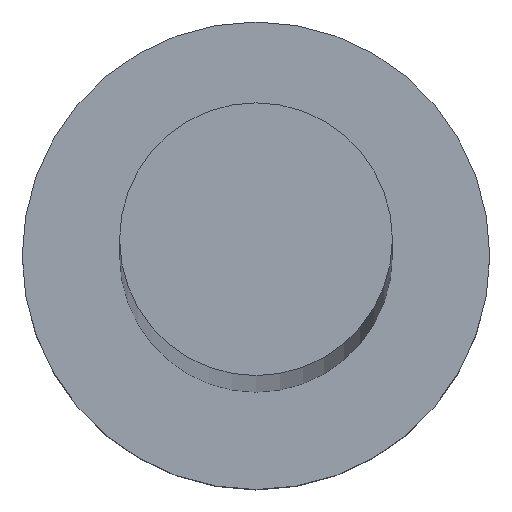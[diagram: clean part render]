
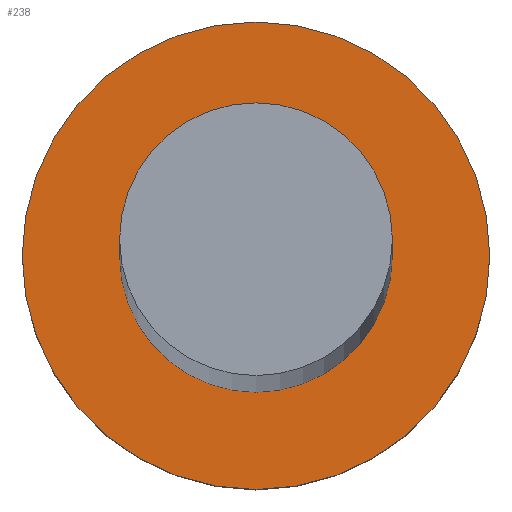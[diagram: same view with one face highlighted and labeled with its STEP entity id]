
A CAD part, top view. The second image highlights one B-rep face of the part: STEP entity #238.
In plain terms, the highlighted planar face has unit normal (0, 0, 1).
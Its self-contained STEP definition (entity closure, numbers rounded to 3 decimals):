
#15 = ORIENTED_EDGE ( 'NONE', *, *, #20, .T. ) ;
#16 = DIRECTION ( 'NONE',  ( 0., 0., 1. ) ) ;
#20 = EDGE_CURVE ( 'NONE', #179, #111, #51, .T. ) ;
#22 = DIRECTION ( 'NONE',  ( 1., 0., 0. ) ) ;
#39 = CARTESIAN_POINT ( 'NONE',  ( 0., 0., 3. ) ) ;
#41 = CIRCLE ( 'NONE', #200, 1.75 ) ;
#42 = AXIS2_PLACEMENT_3D ( 'NONE', #39, #141, #121 ) ;
#47 = DIRECTION ( 'NONE',  ( 0., 0., 1. ) ) ;
#50 = AXIS2_PLACEMENT_3D ( 'NONE', #255, #16, #163 ) ;
#51 = CIRCLE ( 'NONE', #50, 3. ) ;
#52 = EDGE_CURVE ( 'NONE', #70, #194, #41, .T. ) ;
#54 = EDGE_LOOP ( 'NONE', ( #113, #102 ) ) ;
#56 = EDGE_CURVE ( 'NONE', #194, #70, #252, .T. ) ;
#70 = VERTEX_POINT ( 'NONE', #76 ) ;
#74 = CIRCLE ( 'NONE', #130, 3. ) ;
#76 = CARTESIAN_POINT ( 'NONE',  ( -1.75, 0., 3. ) ) ;
#79 = CARTESIAN_POINT ( 'NONE',  ( -3., 0., 3. ) ) ;
#86 = CARTESIAN_POINT ( 'NONE',  ( 0., 0., 3. ) ) ;
#101 = EDGE_CURVE ( 'NONE', #111, #179, #74, .T. ) ;
#102 = ORIENTED_EDGE ( 'NONE', *, *, #56, .F. ) ;
#104 = FACE_BOUND ( 'NONE', #54, .T. ) ;
#109 = AXIS2_PLACEMENT_3D ( 'NONE', #86, #47, #22 ) ;
#111 = VERTEX_POINT ( 'NONE', #79 ) ;
#113 = ORIENTED_EDGE ( 'NONE', *, *, #52, .F. ) ;
#121 = DIRECTION ( 'NONE',  ( 1., 0., 0. ) ) ;
#130 = AXIS2_PLACEMENT_3D ( 'NONE', #203, #199, #137 ) ;
#137 = DIRECTION ( 'NONE',  ( 1., 0., 0. ) ) ;
#141 = DIRECTION ( 'NONE',  ( 0., 0., 1. ) ) ;
#158 = ORIENTED_EDGE ( 'NONE', *, *, #101, .T. ) ;
#163 = DIRECTION ( 'NONE',  ( 1., 0., 0. ) ) ;
#170 = CARTESIAN_POINT ( 'NONE',  ( 3., 0., 3. ) ) ;
#179 = VERTEX_POINT ( 'NONE', #170 ) ;
#182 = DIRECTION ( 'NONE',  ( 0., 0., 1. ) ) ;
#189 = CARTESIAN_POINT ( 'NONE',  ( 1.75, 0., 3. ) ) ;
#194 = VERTEX_POINT ( 'NONE', #189 ) ;
#199 = DIRECTION ( 'NONE',  ( 0., 0., 1. ) ) ;
#200 = AXIS2_PLACEMENT_3D ( 'NONE', #233, #182, #232 ) ;
#203 = CARTESIAN_POINT ( 'NONE',  ( 0., 0., 3. ) ) ;
#211 = EDGE_LOOP ( 'NONE', ( #158, #15 ) ) ;
#221 = FACE_OUTER_BOUND ( 'NONE', #211, .T. ) ;
#223 = PLANE ( 'NONE',  #109 ) ;
#232 = DIRECTION ( 'NONE',  ( 1., 0., 0. ) ) ;
#233 = CARTESIAN_POINT ( 'NONE',  ( 0., 0., 3. ) ) ;
#238 = ADVANCED_FACE ( 'NONE', ( #104, #221 ), #223, .T. ) ;
#252 = CIRCLE ( 'NONE', #42, 1.75 ) ;
#255 = CARTESIAN_POINT ( 'NONE',  ( 0., 0., 3. ) ) ;
